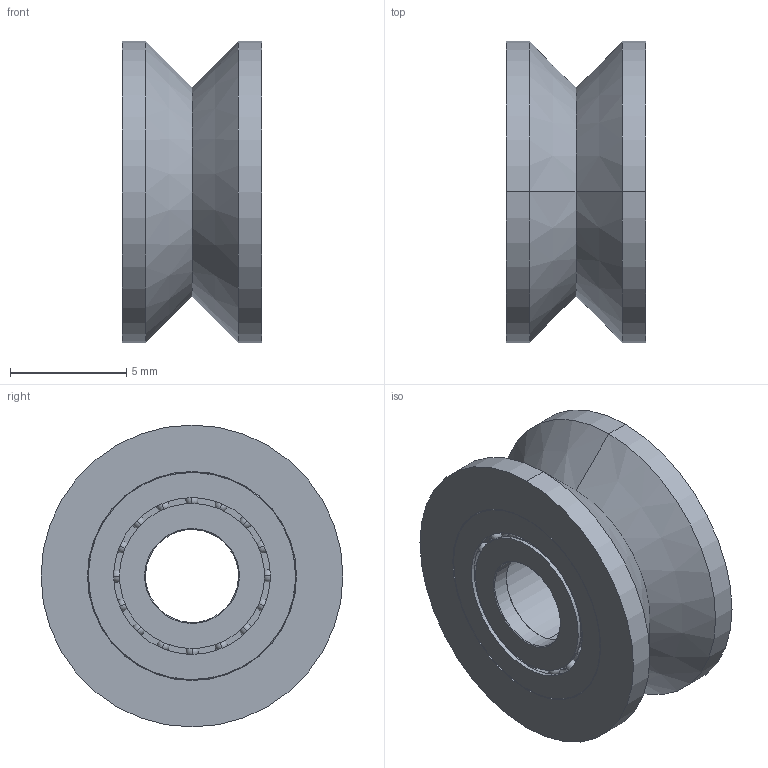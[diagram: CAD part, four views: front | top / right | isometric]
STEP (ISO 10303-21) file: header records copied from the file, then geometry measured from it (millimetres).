
FILE_DESCRIPTION (( 'STEP AP214' ), '1' );
FILE_NAME ('624VV 4 mm V Groove Sealed Ball Bearing.STEP', '2020-04-24T04:56:28', ( '' ), ( '' ), 'SwSTEP 2.0', 'SolidWorks 2018', '' );
FILE_SCHEMA (( 'AUTOMOTIVE_DESIGN' ));
Length unit declared in the file: millimetre
Products named in the file (3): Body, 624VV, 4 mm V Groove Sealed Ball Bearing; 624VV 4 mm V Groove Sealed Ball Bearing; Bearing, 624VV 4 mm V Groove Sealed Ball Bearing_default
Assembly tree (3 placements, depth 2):
  624VV 4 mm V Groove Sealed Ball Bearing
    Body, 624VV, 4 mm V Groove Sealed Ball Bearing
    Bearing, 624VV 4 mm V Groove Sealed Ball Bearing_default  x2
Bounding box: 6 x 13 x 13 mm (x, y, z)
Volume: 532.8 mm3; surface area: 962.8 mm2
Topology: 37 solids, 37 shells, 142 faces, 380 edges, 250 vertices
Faces by surface type: sphere 64, cylinder 34, cone 20, plane 12, torus 12
Entity records: 2503 total; most frequent: DIRECTION 394, CARTESIAN_POINT 302, ORIENTED_EDGE 256, AXIS2_PLACEMENT_3D 180, EDGE_CURVE 128, CIRCLE 94, EDGE_LOOP 88, VERTEX_POINT 88
